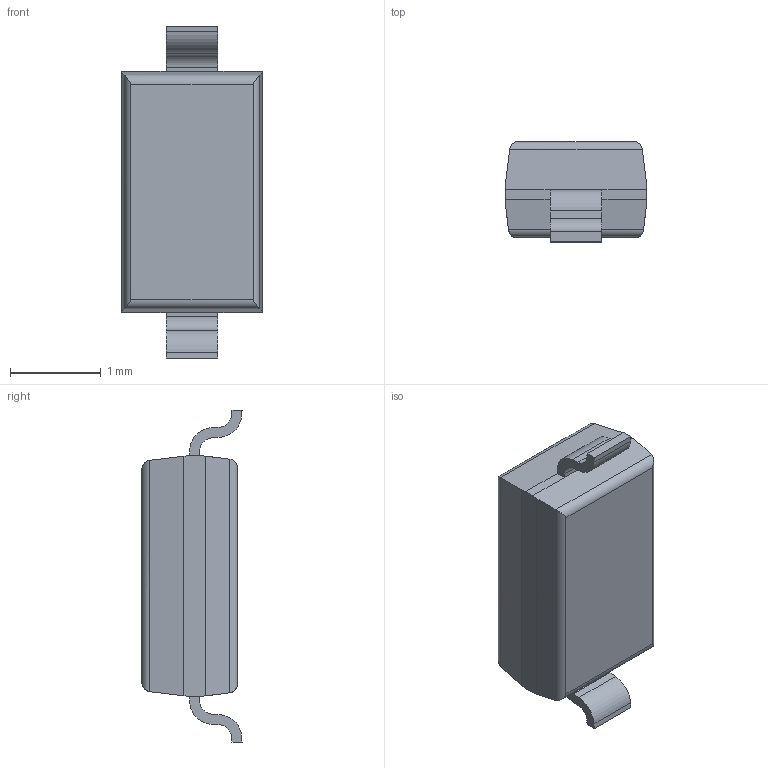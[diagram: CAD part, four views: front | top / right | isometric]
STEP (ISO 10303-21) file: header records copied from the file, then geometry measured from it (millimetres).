
FILE_DESCRIPTION(('STEP AP214'),'1');
FILE_NAME('1n5819hw-7-f.stp','2020-04-09T08:16:25',('TraceParts'),('TraceParts S.A.'),'Spatial InterOp 3D',' ',' ');
FILE_SCHEMA(('AUTOMOTIVE_DESIGN { 1 0 10303 214 1 1 1 1 }'));
Length unit declared in the file: millimetre
Products named in the file (1): 1n5819hw-7-f
Bounding box: 1.55 x 1.1 x 3.65 mm (x, y, z)
Volume: 4.2 mm3; surface area: 17.7 mm2
Topology: 1 solids, 1 shells, 50 faces, 136 edges, 88 vertices
Faces by surface type: plane 34, cylinder 16
Entity records: 2064 total; most frequent: CARTESIAN_POINT 379, ORIENTED_EDGE 272, DIRECTION 254, EDGE_CURVE 136, LINE 104, VECTOR 104, VERTEX_POINT 88, AXIS2_PLACEMENT_3D 75
